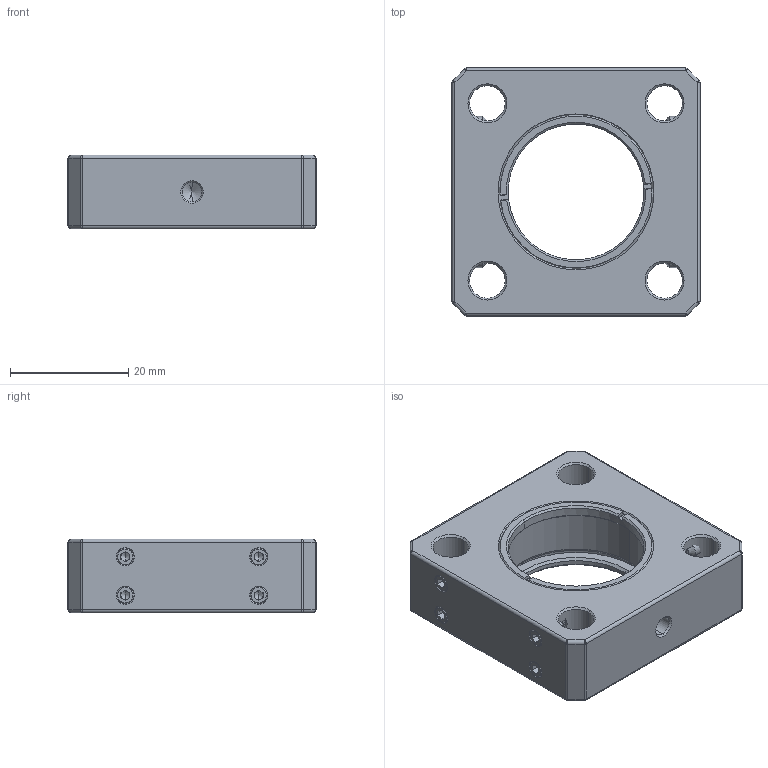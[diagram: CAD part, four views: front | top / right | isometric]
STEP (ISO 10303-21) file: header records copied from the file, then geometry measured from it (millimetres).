
FILE_DESCRIPTION (( 'STEP AP203' ), '1' );
FILE_NAME ('CSP1T-25.4AS.STEP', '2025-06-18T01:13:17', ( '' ), ( '' ), 'SwSTEP 2.0', 'SolidWorks 2020', '' );
FILE_SCHEMA (( 'CONFIG_CONTROL_DESIGN' ));
Length unit declared in the file: millimetre
Products named in the file (1): CSP1T-25.4AS
Bounding box: 42 x 42 x 12.5 mm (x, y, z)
Volume: 14321.2 mm3; surface area: 7843.3 mm2
Topology: 10 solids, 10 shells, 693 faces, 1811 edges, 1107 vertices
Faces by surface type: plane 362, cone 132, bspline 101, cylinder 80, sphere 16, torus 2
Entity records: 26074 total; most frequent: CARTESIAN_POINT 9855, ORIENTED_EDGE 3490, DIRECTION 3031, EDGE_CURVE 1745, LINE 1177, VECTOR 1177, VERTEX_POINT 1107, AXIS2_PLACEMENT_3D 927
